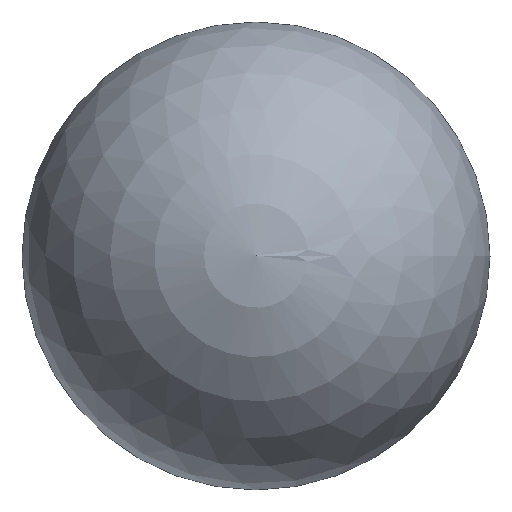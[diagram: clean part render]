
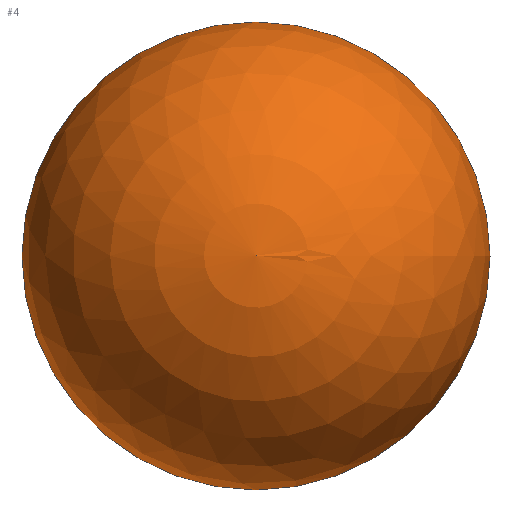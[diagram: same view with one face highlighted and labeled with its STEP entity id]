
A CAD part, top view. The second image highlights one B-rep face of the part: STEP entity #4.
In plain terms, the highlighted spherical face has radius 37 mm.
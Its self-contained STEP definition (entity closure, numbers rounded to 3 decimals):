
#2 = ORIENTED_EDGE ( 'NONE', *, *, #50, .T. ) ;
#4 = ADVANCED_FACE ( 'NONE', ( #19 ), #20, .T. ) ;
#11 = CIRCLE ( 'NONE', #47, 37. ) ;
#13 = DIRECTION ( 'NONE',  ( 0., 0., -1. ) ) ;
#17 = CARTESIAN_POINT ( 'NONE',  ( 0., 0., 0. ) ) ;
#19 = FACE_OUTER_BOUND ( 'NONE', #74, .T. ) ;
#20 = SPHERICAL_SURFACE ( 'NONE', #32, 37. ) ;
#21 = DIRECTION ( 'NONE',  ( 0., 0., -1. ) ) ;
#28 = CARTESIAN_POINT ( 'NONE',  ( 0., 0., 0. ) ) ;
#29 = DIRECTION ( 'NONE',  ( 0., 0., 1. ) ) ;
#30 = CARTESIAN_POINT ( 'NONE',  ( 0., 37., 0. ) ) ;
#31 = ORIENTED_EDGE ( 'NONE', *, *, #40, .F. ) ;
#32 = AXIS2_PLACEMENT_3D ( 'NONE', #17, #13, #83 ) ;
#34 = AXIS2_PLACEMENT_3D ( 'NONE', #28, #21, #57 ) ;
#40 = EDGE_CURVE ( 'NONE', #61, #49, #66, .T. ) ;
#47 = AXIS2_PLACEMENT_3D ( 'NONE', #68, #29, #88 ) ;
#49 = VERTEX_POINT ( 'NONE', #30 ) ;
#50 = EDGE_CURVE ( 'NONE', #61, #49, #11, .T. ) ;
#57 = DIRECTION ( 'NONE',  ( -1., 0., 0. ) ) ;
#61 = VERTEX_POINT ( 'NONE', #81 ) ;
#66 = CIRCLE ( 'NONE', #34, 37. ) ;
#68 = CARTESIAN_POINT ( 'NONE',  ( 0., 0., 0. ) ) ;
#74 = EDGE_LOOP ( 'NONE', ( #31, #2 ) ) ;
#81 = CARTESIAN_POINT ( 'NONE',  ( 0., -37., 0. ) ) ;
#83 = DIRECTION ( 'NONE',  ( 1., 0., 0. ) ) ;
#88 = DIRECTION ( 'NONE',  ( 1., 0., 0. ) ) ;
